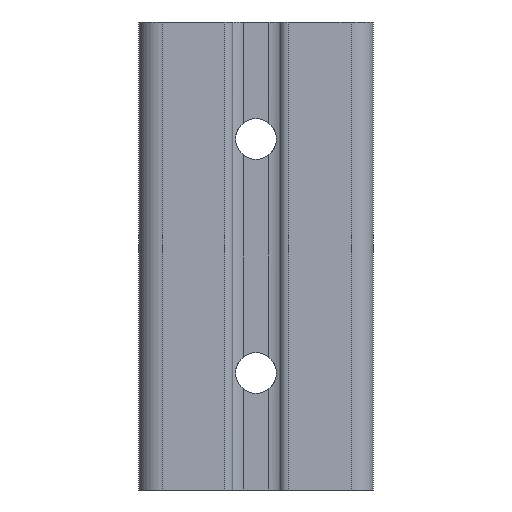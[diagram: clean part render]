
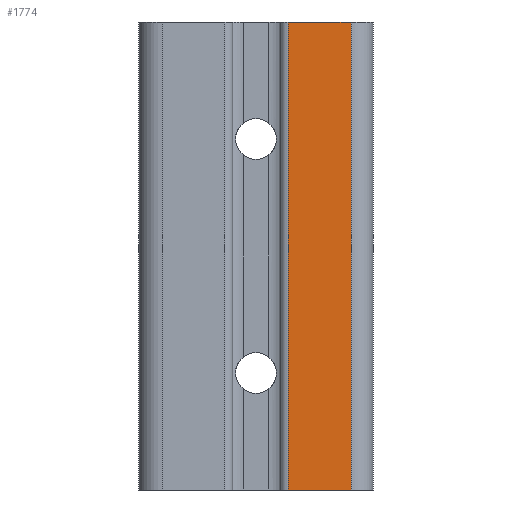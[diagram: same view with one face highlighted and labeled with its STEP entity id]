
A CAD part, front view. The second image highlights one B-rep face of the part: STEP entity #1774.
In plain terms, the highlighted planar face has unit normal (0, -1, 0).
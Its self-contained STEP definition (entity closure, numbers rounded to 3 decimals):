
#89=LINE('',#3517,#219);
#90=LINE('',#3521,#220);
#91=LINE('',#3523,#221);
#92=LINE('',#3524,#222);
#219=VECTOR('',#2302,80.);
#220=VECTOR('',#2307,10.768);
#221=VECTOR('',#2308,80.);
#222=VECTOR('',#2309,10.768);
#293=PLANE('',#1927);
#413=FACE_OUTER_BOUND('',#529,.T.);
#529=EDGE_LOOP('',(#1408,#1409,#1410,#1411));
#813=VERTEX_POINT('',#3514);
#814=VERTEX_POINT('',#3516);
#815=VERTEX_POINT('',#3520);
#816=VERTEX_POINT('',#3522);
#1043=EDGE_CURVE('',#814,#813,#89,.T.);
#1045=EDGE_CURVE('',#813,#815,#90,.T.);
#1046=EDGE_CURVE('',#816,#815,#91,.T.);
#1047=EDGE_CURVE('',#816,#814,#92,.T.);
#1408=ORIENTED_EDGE('',*,*,#1045,.T.);
#1409=ORIENTED_EDGE('',*,*,#1046,.F.);
#1410=ORIENTED_EDGE('',*,*,#1047,.T.);
#1411=ORIENTED_EDGE('',*,*,#1043,.T.);
#1774=ADVANCED_FACE('',(#413),#293,.T.);
#1927=AXIS2_PLACEMENT_3D('',#3519,#2305,#2306);
#2302=DIRECTION('',(0.,0.,1.));
#2305=DIRECTION('center_axis',(0.,-1.,0.));
#2306=DIRECTION('ref_axis',(0.,0.,-1.));
#2307=DIRECTION('',(-1.,0.,0.));
#2308=DIRECTION('',(0.,0.,1.));
#2309=DIRECTION('',(1.,0.,0.));
#3514=CARTESIAN_POINT('',(36.268,0.009,80.));
#3516=CARTESIAN_POINT('',(36.268,0.009,0.));
#3517=CARTESIAN_POINT('',(36.268,0.009,0.));
#3519=CARTESIAN_POINT('Origin',(36.268,0.009,0.));
#3520=CARTESIAN_POINT('',(25.5,0.009,80.));
#3521=CARTESIAN_POINT('',(25.5,0.009,80.));
#3522=CARTESIAN_POINT('',(25.5,0.009,0.));
#3523=CARTESIAN_POINT('',(25.5,0.009,0.));
#3524=CARTESIAN_POINT('',(25.5,0.009,0.));
